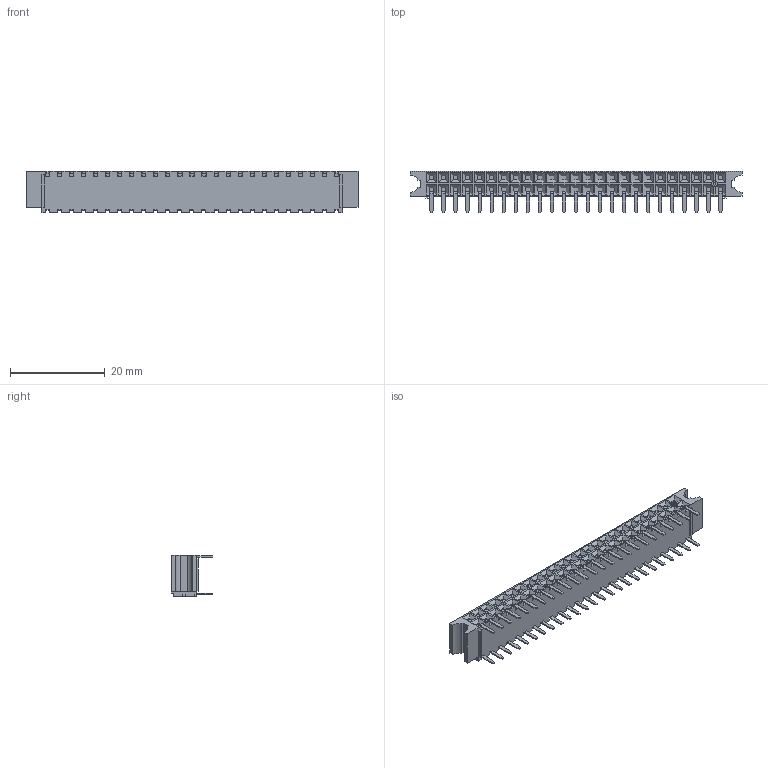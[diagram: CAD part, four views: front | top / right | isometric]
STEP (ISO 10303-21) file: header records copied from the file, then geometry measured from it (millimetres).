
FILE_DESCRIPTION((''),'2;1');
FILE_NAME('719731125','2019-05-17T',('gga'),(''),'PRO/ENGINEER BY PARAMETRIC TECHNOLOGY CORPORATION, 2016010','PRO/ENGINEER BY PARAMETRIC TECHNOLOGY CORPORATION, 2016010','');
FILE_SCHEMA(('CONFIG_CONTROL_DESIGN'));
Length unit declared in the file: inch
Products named in the file (1): 719731125
Bounding box: 70.05 x 8.74 x 8.76 mm (x, y, z)
Volume: 2784.3 mm3; surface area: 3140 mm2
Topology: 1 solids, 1 shells, 2236 faces, 6235 edges, 4002 vertices
Faces by surface type: plane 2120, cylinder 116
Entity records: 69876 total; most frequent: CARTESIAN_POINT 12400, ORIENTED_EDGE 12266, DIRECTION 11033, EDGE_CURVE 6133, VECTOR 5895, LINE 5895, VERTEX_POINT 3898, AXIS2_PLACEMENT_3D 2569
